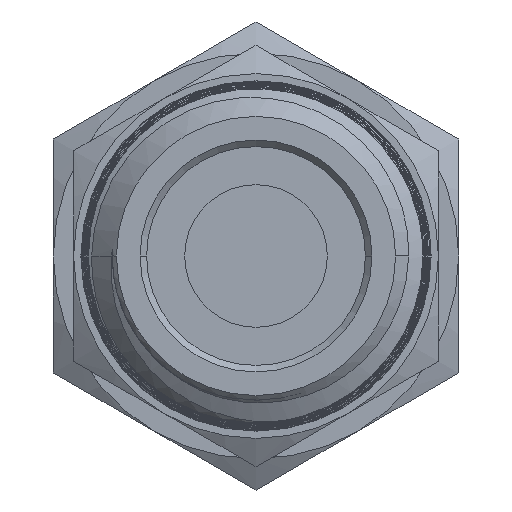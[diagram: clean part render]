
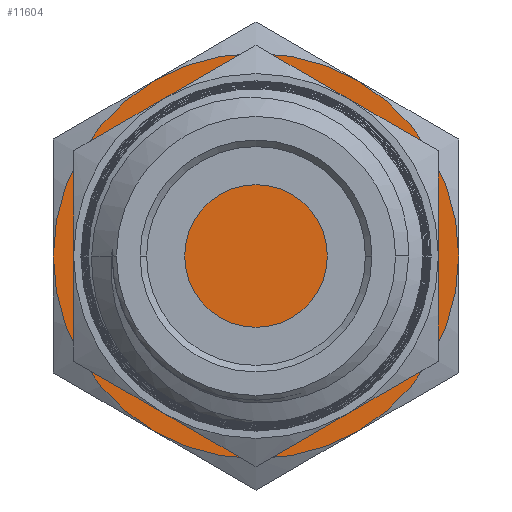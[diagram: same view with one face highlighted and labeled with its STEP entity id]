
A CAD part, front view. The second image highlights one B-rep face of the part: STEP entity #11604.
In plain terms, the highlighted planar face has unit normal (0, -1, 0).
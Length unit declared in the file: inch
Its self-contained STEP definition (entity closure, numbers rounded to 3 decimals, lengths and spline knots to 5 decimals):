
#18 = CIRCLE ( 'NONE', #5038, 0.3125 ) ;
#845 = CARTESIAN_POINT ( 'NONE',  ( 0.15625, 0.46875, 0.27063 ) ) ;
#1295 = DIRECTION ( 'NONE',  ( -1., 0., 0. ) ) ;
#1458 = CARTESIAN_POINT ( 'NONE',  ( 0.15625, 0.46875, -0.27063 ) ) ;
#1678 = AXIS2_PLACEMENT_3D ( 'NONE', #4890, #3112, #3956 ) ;
#1946 = VERTEX_POINT ( 'NONE', #8288 ) ;
#2099 = CARTESIAN_POINT ( 'NONE',  ( 0., 0.46875, 0. ) ) ;
#2110 = DIRECTION ( 'NONE',  ( 0., 1., 0. ) ) ;
#2171 = DIRECTION ( 'NONE',  ( -1., 0., 0. ) ) ;
#2228 = AXIS2_PLACEMENT_3D ( 'NONE', #2099, #4825, #2171 ) ;
#2605 = CARTESIAN_POINT ( 'NONE',  ( -0.3125, 0.46875, 0. ) ) ;
#2627 = AXIS2_PLACEMENT_3D ( 'NONE', #10310, #2110, #6649 ) ;
#2786 = VERTEX_POINT ( 'NONE', #9838 ) ;
#2823 = DIRECTION ( 'NONE',  ( 0., -1., 0. ) ) ;
#3112 = DIRECTION ( 'NONE',  ( 0., -1., 0. ) ) ;
#3117 = PLANE ( 'NONE',  #2228 ) ;
#3180 = CARTESIAN_POINT ( 'NONE',  ( 0., 0.46875, 0. ) ) ;
#3388 = CARTESIAN_POINT ( 'NONE',  ( 0., 0.46875, 0. ) ) ;
#3659 = EDGE_LOOP ( 'NONE', ( #4501, #10577, #9484, #4999, #7712, #7728 ) ) ;
#3695 = VERTEX_POINT ( 'NONE', #1458 ) ;
#3850 = VERTEX_POINT ( 'NONE', #2605 ) ;
#3929 = AXIS2_PLACEMENT_3D ( 'NONE', #3388, #5369, #11827 ) ;
#3956 = DIRECTION ( 'NONE',  ( -1., 0., 0. ) ) ;
#4108 = DIRECTION ( 'NONE',  ( 0., -1., 0. ) ) ;
#4189 = EDGE_CURVE ( 'NONE', #1946, #3695, #5963, .T. ) ;
#4249 = CARTESIAN_POINT ( 'NONE',  ( 0., 0.46875, 0. ) ) ;
#4295 = AXIS2_PLACEMENT_3D ( 'NONE', #7378, #2823, #11985 ) ;
#4328 = EDGE_CURVE ( 'NONE', #3850, #5588, #5103, .T. ) ;
#4501 = ORIENTED_EDGE ( 'NONE', *, *, #4328, .F. ) ;
#4807 = EDGE_CURVE ( 'NONE', #2786, #7997, #18, .T. ) ;
#4825 = DIRECTION ( 'NONE',  ( 0., 1., 0. ) ) ;
#4890 = CARTESIAN_POINT ( 'NONE',  ( 0., 0.46875, 0. ) ) ;
#4999 = ORIENTED_EDGE ( 'NONE', *, *, #6275, .T. ) ;
#5038 = AXIS2_PLACEMENT_3D ( 'NONE', #4249, #11753, #9764 ) ;
#5103 = CIRCLE ( 'NONE', #2627, 0.3125 ) ;
#5188 = CARTESIAN_POINT ( 'NONE',  ( -0.15625, 0.46875, 0.27063 ) ) ;
#5369 = DIRECTION ( 'NONE',  ( 0., -1., 0. ) ) ;
#5375 = CIRCLE ( 'NONE', #1678, 0.3125 ) ;
#5588 = VERTEX_POINT ( 'NONE', #5188 ) ;
#5961 = CIRCLE ( 'NONE', #9301, 0.3125 ) ;
#5963 = CIRCLE ( 'NONE', #4295, 0.3125 ) ;
#6275 = EDGE_CURVE ( 'NONE', #3695, #2786, #5375, .T. ) ;
#6649 = DIRECTION ( 'NONE',  ( -1., 0., 0. ) ) ;
#6660 = EDGE_CURVE ( 'NONE', #3850, #1946, #10313, .T. ) ;
#7378 = CARTESIAN_POINT ( 'NONE',  ( 0., 0.46875, 0. ) ) ;
#7712 = ORIENTED_EDGE ( 'NONE', *, *, #4807, .T. ) ;
#7728 = ORIENTED_EDGE ( 'NONE', *, *, #10251, .T. ) ;
#7997 = VERTEX_POINT ( 'NONE', #845 ) ;
#8288 = CARTESIAN_POINT ( 'NONE',  ( -0.15625, 0.46875, -0.27063 ) ) ;
#9165 = FACE_OUTER_BOUND ( 'NONE', #3659, .T. ) ;
#9301 = AXIS2_PLACEMENT_3D ( 'NONE', #3180, #4108, #1295 ) ;
#9484 = ORIENTED_EDGE ( 'NONE', *, *, #4189, .T. ) ;
#9764 = DIRECTION ( 'NONE',  ( -1., 0., 0. ) ) ;
#9838 = CARTESIAN_POINT ( 'NONE',  ( 0.3125, 0.46875, 0. ) ) ;
#10251 = EDGE_CURVE ( 'NONE', #7997, #5588, #5961, .T. ) ;
#10310 = CARTESIAN_POINT ( 'NONE',  ( 0., 0.46875, 0. ) ) ;
#10313 = CIRCLE ( 'NONE', #3929, 0.3125 ) ;
#10577 = ORIENTED_EDGE ( 'NONE', *, *, #6660, .T. ) ;
#11604 = ADVANCED_FACE ( 'NONE', ( #9165 ), #3117, .F. ) ;
#11753 = DIRECTION ( 'NONE',  ( 0., -1., 0. ) ) ;
#11827 = DIRECTION ( 'NONE',  ( -1., 0., 0. ) ) ;
#11985 = DIRECTION ( 'NONE',  ( -1., 0., 0. ) ) ;
